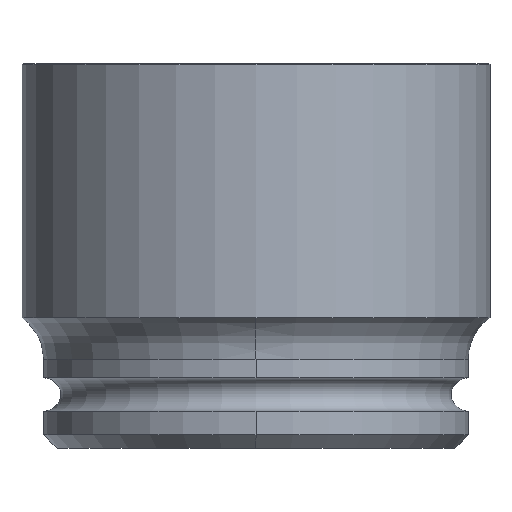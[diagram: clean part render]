
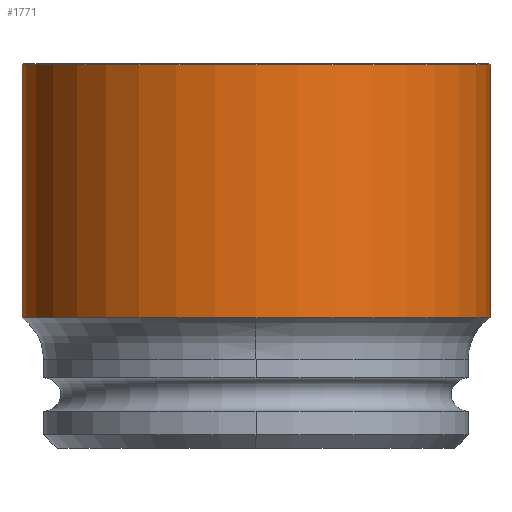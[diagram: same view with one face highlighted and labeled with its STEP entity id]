
A CAD part, left-side view. The second image highlights one B-rep face of the part: STEP entity #1771.
In plain terms, the highlighted cylindrical face has radius 70 mm (diameter 140 mm), a partial arc.
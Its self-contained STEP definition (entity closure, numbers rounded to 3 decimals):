
#348=DIRECTION('',(0.,0.,1.));
#349=VECTOR('',#348,75.7);
#350=CARTESIAN_POINT('',(0.,70.,39.));
#351=LINE('',#350,#349);
#352=DIRECTION('',(0.,0.,1.));
#353=VECTOR('',#352,75.7);
#354=CARTESIAN_POINT('',(0.,-70.,
39.));
#355=LINE('',#354,#353);
#756=CARTESIAN_POINT('',(0.,0.,114.7));
#757=DIRECTION('',(0.,0.,1.));
#758=DIRECTION('',(0.,1.,0.));
#759=AXIS2_PLACEMENT_3D('',#756,#757,#758);
#761=CARTESIAN_POINT('',(0.,0.,39.));
#762=DIRECTION('',(0.,0.,1.));
#763=DIRECTION('',(-1.,0.,0.));
#764=AXIS2_PLACEMENT_3D('',#761,#762,#763);
#766=CARTESIAN_POINT('',(0.,0.,39.));
#767=DIRECTION('',(0.,0.,1.));
#768=DIRECTION('',(0.,1.,0.));
#769=AXIS2_PLACEMENT_3D('',#766,#767,#768);
#871=CARTESIAN_POINT('',(0.,70.,39.));
#872=CARTESIAN_POINT('',(-70.,0.,39.));
#873=VERTEX_POINT('',#871);
#874=VERTEX_POINT('',#872);
#879=CARTESIAN_POINT('',(0.,-70.,39.));
#880=VERTEX_POINT('',#879);
#912=CARTESIAN_POINT('',(0.,-70.,114.7));
#913=CARTESIAN_POINT('',(0.,70.,114.7));
#914=VERTEX_POINT('',#912);
#915=VERTEX_POINT('',#913);
#1759=CARTESIAN_POINT('',(0.,0.,35.2));
#1760=DIRECTION('',(0.,0.,1.));
#1761=DIRECTION('',(0.,1.,0.));
#1762=AXIS2_PLACEMENT_3D('',#1759,#1760,#1761);
#1763=CYLINDRICAL_SURFACE('',#1762,70.);
#1764=ORIENTED_EDGE('',*,*,#1753,.T.);
#1765=ORIENTED_EDGE('',*,*,#1235,.F.);
#1766=ORIENTED_EDGE('',*,*,#1202,.F.);
#1767=ORIENTED_EDGE('',*,*,#1216,.F.);
#1768=ORIENTED_EDGE('',*,*,#1232,.T.);
#1769=EDGE_LOOP('',(#1764,#1765,#1766,#1767,#1768));
#1770=FACE_OUTER_BOUND('',#1769,.F.);
#1771=ADVANCED_FACE('',(#1770),#1763,.T.);
#760=CIRCLE('',#759,70.);
#765=CIRCLE('',#764,70.);
#770=CIRCLE('',#769,70.);
#1202=EDGE_CURVE('',#874,#880,#765,.T.);
#1216=EDGE_CURVE('',#873,#874,#770,.T.);
#1232=EDGE_CURVE('',#873,#915,#351,.T.);
#1235=EDGE_CURVE('',#880,#914,#355,.T.);
#1753=EDGE_CURVE('',#915,#914,#760,.T.);
